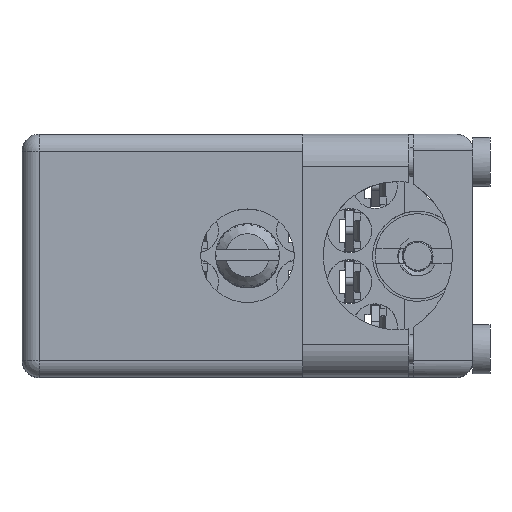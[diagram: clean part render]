
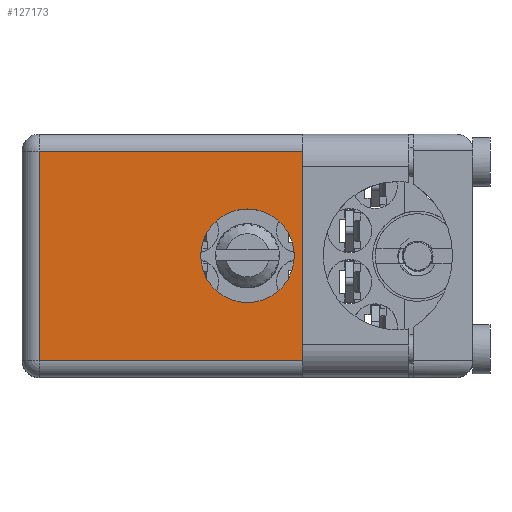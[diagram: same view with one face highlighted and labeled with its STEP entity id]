
A CAD part, top view. The second image highlights one B-rep face of the part: STEP entity #127173.
In plain terms, the highlighted face is planar.
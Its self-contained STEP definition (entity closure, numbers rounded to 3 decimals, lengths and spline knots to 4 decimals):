
#5262 = VERTEX_POINT ( 'NONE', #53515 ) ;
#5354 = ORIENTED_EDGE ( 'NONE', *, *, #62406, .T. ) ;
#5572 = VERTEX_POINT ( 'NONE', #62555 ) ;
#9095 = DIRECTION ( 'NONE',  ( 0., 0., 1. ) ) ;
#9969 = DIRECTION ( 'NONE',  ( 0., 0., 1. ) ) ;
#13888 = DIRECTION ( 'NONE',  ( -1., 0., 0. ) ) ;
#14035 = DIRECTION ( 'NONE',  ( 0., 1., 0. ) ) ;
#14127 = VECTOR ( 'NONE', #28719, 39.3701 ) ;
#14784 = DIRECTION ( 'NONE',  ( 0., 0., 1. ) ) ;
#16929 = CARTESIAN_POINT ( 'NONE',  ( 0.05, 0.906, -0.05 ) ) ;
#17617 = VERTEX_POINT ( 'NONE', #71197 ) ;
#22443 = LINE ( 'NONE', #88349, #56053 ) ;
#28264 = EDGE_LOOP ( 'NONE', ( #41963, #117578 ) ) ;
#28276 = CIRCLE ( 'NONE', #104005, 0.1375 ) ;
#28719 = DIRECTION ( 'NONE',  ( 1., 0., 0. ) ) ;
#29475 = DIRECTION ( 'NONE',  ( 0., 0., 1. ) ) ;
#31655 = CARTESIAN_POINT ( 'NONE',  ( 0.865, 0.906, -0.1125 ) ) ;
#33041 = EDGE_CURVE ( 'NONE', #142566, #52168, #41830, .T. ) ;
#34108 = EDGE_CURVE ( 'NONE', #131403, #17617, #22443, .T. ) ;
#37285 = VERTEX_POINT ( 'NONE', #45092 ) ;
#37345 = CARTESIAN_POINT ( 'NONE',  ( 0.865, 0.906, -0.1125 ) ) ;
#37953 = CARTESIAN_POINT ( 'NONE',  ( 1.15, 0.906, -0.1125 ) ) ;
#38606 = ORIENTED_EDGE ( 'NONE', *, *, #78835, .T. ) ;
#39870 = CARTESIAN_POINT ( 'NONE',  ( 0.6625, 0.906, -0.3575 ) ) ;
#41830 = LINE ( 'NONE', #31655, #113858 ) ;
#41963 = ORIENTED_EDGE ( 'NONE', *, *, #160576, .F. ) ;
#44890 = VECTOR ( 'NONE', #13888, 39.3701 ) ;
#45092 = CARTESIAN_POINT ( 'NONE',  ( 0.05, 0.906, -0.665 ) ) ;
#45901 = EDGE_CURVE ( 'NONE', #5572, #5262, #116783, .T. ) ;
#49698 = EDGE_LOOP ( 'NONE', ( #168712, #38606, #193372, #5354, #85057, #151870, #68970, #50425 ) ) ;
#50425 = ORIENTED_EDGE ( 'NONE', *, *, #96816, .T. ) ;
#52168 = VERTEX_POINT ( 'NONE', #131111 ) ;
#53515 = CARTESIAN_POINT ( 'NONE',  ( 1.15, 0.906, -0.6025 ) ) ;
#56053 = VECTOR ( 'NONE', #170173, 39.3701 ) ;
#58237 = CARTESIAN_POINT ( 'NONE',  ( 0.865, 0.906, -0.1125 ) ) ;
#59212 = VECTOR ( 'NONE', #198391, 39.3701 ) ;
#60206 = CARTESIAN_POINT ( 'NONE',  ( 1.15, 0.906, -0.05 ) ) ;
#62406 = EDGE_CURVE ( 'NONE', #131403, #142566, #108586, .T. ) ;
#62555 = CARTESIAN_POINT ( 'NONE',  ( 1.15, 0.906, -0.665 ) ) ;
#68970 = ORIENTED_EDGE ( 'NONE', *, *, #45901, .F. ) ;
#71197 = CARTESIAN_POINT ( 'NONE',  ( 1.15, 0.906, -0.05 ) ) ;
#75721 = DIRECTION ( 'NONE',  ( 0., 1., 0. ) ) ;
#77177 = DIRECTION ( 'NONE',  ( 0., 0., -1. ) ) ;
#78835 = EDGE_CURVE ( 'NONE', #113577, #17617, #191337, .T. ) ;
#80280 = DIRECTION ( 'NONE',  ( -1., 0., 0. ) ) ;
#84502 = CIRCLE ( 'NONE', #194300, 0.1375 ) ;
#85057 = ORIENTED_EDGE ( 'NONE', *, *, #33041, .T. ) ;
#85226 = EDGE_CURVE ( 'NONE', #37285, #113577, #154829, .T. ) ;
#86365 = CARTESIAN_POINT ( 'NONE',  ( 0.05, 0.906, -0.715 ) ) ;
#88349 = CARTESIAN_POINT ( 'NONE',  ( 1.15, 0.906, -0.715 ) ) ;
#90341 = CARTESIAN_POINT ( 'NONE',  ( 1.15, 0.906, -0.715 ) ) ;
#90481 = LINE ( 'NONE', #154653, #44890 ) ;
#95837 = EDGE_CURVE ( 'NONE', #189213, #112496, #28276, .T. ) ;
#96816 = EDGE_CURVE ( 'NONE', #5572, #37285, #90481, .T. ) ;
#100713 = FACE_OUTER_BOUND ( 'NONE', #49698, .T. ) ;
#101121 = CARTESIAN_POINT ( 'NONE',  ( 0.865, 0.906, -0.6025 ) ) ;
#104005 = AXIS2_PLACEMENT_3D ( 'NONE', #105876, #14035, #29475 ) ;
#104134 = VECTOR ( 'NONE', #9969, 39.3701 ) ;
#105821 = CARTESIAN_POINT ( 'NONE',  ( 0.6625, 0.906, -0.495 ) ) ;
#105876 = CARTESIAN_POINT ( 'NONE',  ( 0.6625, 0.906, -0.3575 ) ) ;
#108586 = LINE ( 'NONE', #37345, #185486 ) ;
#112496 = VERTEX_POINT ( 'NONE', #117605 ) ;
#112703 = FACE_BOUND ( 'NONE', #28264, .T. ) ;
#113577 = VERTEX_POINT ( 'NONE', #16929 ) ;
#113858 = VECTOR ( 'NONE', #77177, 39.3701 ) ;
#116783 = LINE ( 'NONE', #90341, #59212 ) ;
#117578 = ORIENTED_EDGE ( 'NONE', *, *, #95837, .F. ) ;
#117605 = CARTESIAN_POINT ( 'NONE',  ( 0.6625, 0.906, -0.22 ) ) ;
#127173 = ADVANCED_FACE ( 'NONE', ( #100713, #112703 ), #198599, .T. ) ;
#131111 = CARTESIAN_POINT ( 'NONE',  ( 0.865, 0.906, -0.6025 ) ) ;
#131328 = VECTOR ( 'NONE', #167559, 39.3701 ) ;
#131403 = VERTEX_POINT ( 'NONE', #37953 ) ;
#132266 = AXIS2_PLACEMENT_3D ( 'NONE', #138839, #75721, #14784 ) ;
#138839 = CARTESIAN_POINT ( 'NONE',  ( 0., 0.906, -0.715 ) ) ;
#142566 = VERTEX_POINT ( 'NONE', #58237 ) ;
#145299 = DIRECTION ( 'NONE',  ( 0., 1., 0. ) ) ;
#151870 = ORIENTED_EDGE ( 'NONE', *, *, #164436, .T. ) ;
#154653 = CARTESIAN_POINT ( 'NONE',  ( 0., 0.906, -0.665 ) ) ;
#154829 = LINE ( 'NONE', #86365, #104134 ) ;
#160576 = EDGE_CURVE ( 'NONE', #112496, #189213, #84502, .T. ) ;
#164436 = EDGE_CURVE ( 'NONE', #52168, #5262, #198962, .T. ) ;
#167559 = DIRECTION ( 'NONE',  ( 1., 0., 0. ) ) ;
#168712 = ORIENTED_EDGE ( 'NONE', *, *, #85226, .T. ) ;
#170173 = DIRECTION ( 'NONE',  ( 0., 0., 1. ) ) ;
#185486 = VECTOR ( 'NONE', #80280, 39.3701 ) ;
#189213 = VERTEX_POINT ( 'NONE', #105821 ) ;
#191337 = LINE ( 'NONE', #60206, #131328 ) ;
#193372 = ORIENTED_EDGE ( 'NONE', *, *, #34108, .F. ) ;
#194300 = AXIS2_PLACEMENT_3D ( 'NONE', #39870, #145299, #9095 ) ;
#198391 = DIRECTION ( 'NONE',  ( 0., 0., 1. ) ) ;
#198599 = PLANE ( 'NONE',  #132266 ) ;
#198962 = LINE ( 'NONE', #101121, #14127 ) ;
